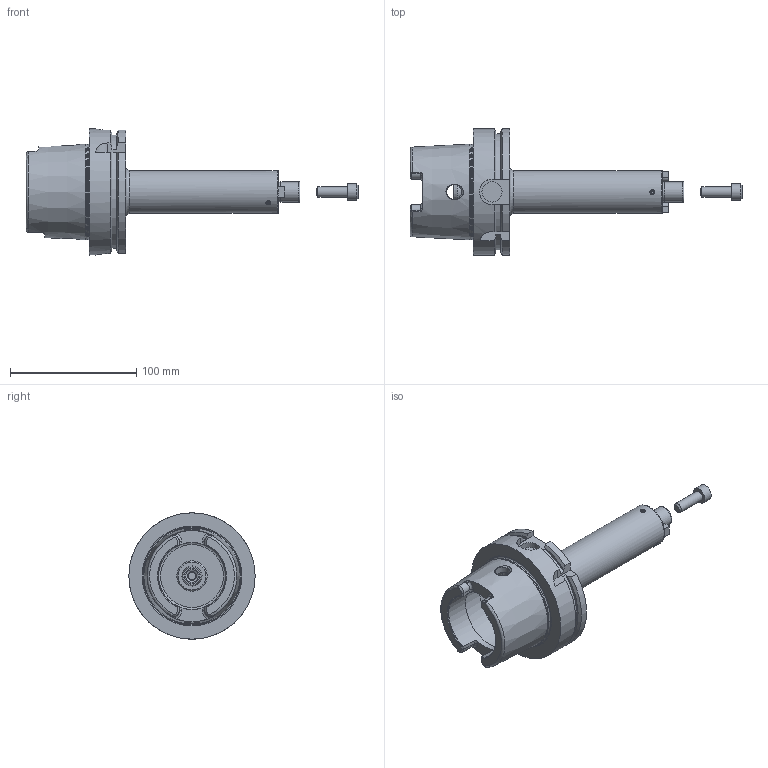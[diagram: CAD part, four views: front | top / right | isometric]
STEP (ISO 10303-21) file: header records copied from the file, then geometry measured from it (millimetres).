
FILE_DESCRIPTION((''),'2;1');
FILE_NAME('535017616150-3D.stp','2020-05-04T11:21:50',('nttooll'),(''),'Autodesk Inventor 2012','Autodesk Inventor 2012','');
FILE_SCHEMA(('AUTOMOTIVE_DESIGN { 1 0 10303 214 1 1 1 1 }'));
Length unit declared in the file: millimetre
Products named in the file (1): 535017616150-3D
Bounding box: 263 x 100 x 100 mm (x, y, z)
Volume: 366600.7 mm3; surface area: 71834.7 mm2
Topology: 2 solids, 5 shells, 210 faces, 510 edges, 315 vertices
Faces by surface type: cylinder 69, plane 69, cone 48, torus 18, sphere 6
Full cylindrical faces by diameter (mm): 2 x3, 2.309 x3, 2.5 x6, 3.4 x3, 4 x6, 6.9 x1, 6.928 x1, 8 x2, 8.5 x1, 10 x1, 12 x3, 13 x1, 15.3 x1, 15.6 x1, 16 x3, 24 x1, 34 x1, 53 x1, 53.8 x1, 63 x1, 75.3 x1, 100 x1
Entity records: 6167 total; most frequent: CARTESIAN_POINT 1763, DIRECTION 939, ORIENTED_EDGE 788, AXIS2_PLACEMENT_3D 407, EDGE_CURVE 394, EDGE_LOOP 316, VERTEX_POINT 285, FACE_OUTER_BOUND 210
